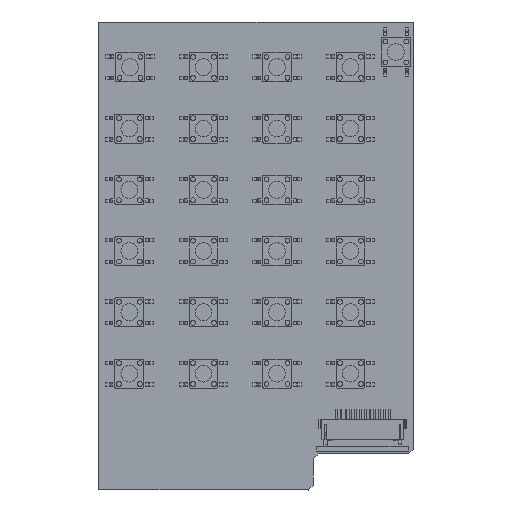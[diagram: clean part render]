
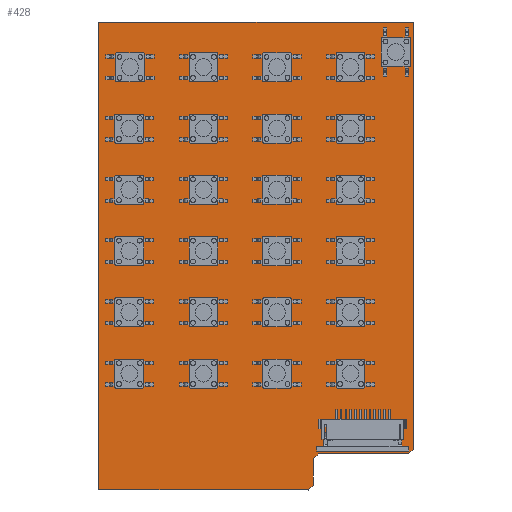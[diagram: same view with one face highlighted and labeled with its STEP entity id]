
A CAD part, top view. The second image highlights one B-rep face of the part: STEP entity #428.
In plain terms, the highlighted planar face has unit normal (0, 0, 1).
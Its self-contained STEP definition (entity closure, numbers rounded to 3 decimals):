
#139 = VERTEX_POINT('',#140);
#140 = CARTESIAN_POINT('',(0.,0.,1.646));
#146 = EDGE_CURVE('',#139,#147,#149,.T.);
#147 = VERTEX_POINT('',#148);
#148 = CARTESIAN_POINT('',(43.5,0.,1.646));
#149 = LINE('',#150,#151);
#150 = CARTESIAN_POINT('',(0.,0.,1.646));
#151 = VECTOR('',#152,1.);
#152 = DIRECTION('',(1.,0.,0.));
#177 = EDGE_CURVE('',#147,#178,#180,.T.);
#178 = VERTEX_POINT('',#179);
#179 = CARTESIAN_POINT('',(44.5,1.,1.646));
#180 = LINE('',#181,#182);
#181 = CARTESIAN_POINT('',(43.5,0.,1.646));
#182 = VECTOR('',#183,1.);
#183 = DIRECTION('',(0.707,0.707,0.));
#208 = EDGE_CURVE('',#178,#209,#211,.T.);
#209 = VERTEX_POINT('',#210);
#210 = CARTESIAN_POINT('',(44.5,6.5,1.646));
#211 = LINE('',#212,#213);
#212 = CARTESIAN_POINT('',(44.5,1.,1.646));
#213 = VECTOR('',#214,1.);
#214 = DIRECTION('',(0.,1.,0.));
#239 = EDGE_CURVE('',#209,#240,#242,.T.);
#240 = VERTEX_POINT('',#241);
#241 = CARTESIAN_POINT('',(45.5,7.5,1.646));
#242 = LINE('',#243,#244);
#243 = CARTESIAN_POINT('',(44.5,6.5,1.646));
#244 = VECTOR('',#245,1.);
#245 = DIRECTION('',(0.707,0.707,0.));
#270 = EDGE_CURVE('',#240,#271,#273,.T.);
#271 = VERTEX_POINT('',#272);
#272 = CARTESIAN_POINT('',(64.2,7.5,1.646));
#273 = LINE('',#274,#275);
#274 = CARTESIAN_POINT('',(45.5,7.5,1.646));
#275 = VECTOR('',#276,1.);
#276 = DIRECTION('',(1.,0.,0.));
#301 = EDGE_CURVE('',#271,#302,#304,.T.);
#302 = VERTEX_POINT('',#303);
#303 = CARTESIAN_POINT('',(65.2,8.5,1.646));
#304 = LINE('',#305,#306);
#305 = CARTESIAN_POINT('',(64.2,7.5,1.646));
#306 = VECTOR('',#307,1.);
#307 = DIRECTION('',(0.707,0.707,0.));
#332 = EDGE_CURVE('',#302,#333,#335,.T.);
#333 = VERTEX_POINT('',#334);
#334 = CARTESIAN_POINT('',(65.2,97.03,1.646));
#335 = LINE('',#336,#337);
#336 = CARTESIAN_POINT('',(65.2,8.5,1.646));
#337 = VECTOR('',#338,1.);
#338 = DIRECTION('',(0.,1.,0.));
#363 = EDGE_CURVE('',#333,#364,#366,.T.);
#364 = VERTEX_POINT('',#365);
#365 = CARTESIAN_POINT('',(0.,97.03,1.646));
#366 = LINE('',#367,#368);
#367 = CARTESIAN_POINT('',(65.2,97.03,1.646));
#368 = VECTOR('',#369,1.);
#369 = DIRECTION('',(-1.,0.,0.));
#394 = EDGE_CURVE('',#364,#139,#395,.T.);
#395 = LINE('',#396,#397);
#396 = CARTESIAN_POINT('',(0.,97.03,1.646));
#397 = VECTOR('',#398,1.);
#398 = DIRECTION('',(0.,-1.,0.));
#428 = ADVANCED_FACE('',(#429),#440,.F.);
#429 = FACE_BOUND('',#430,.T.);
#430 = EDGE_LOOP('',(#431,#432,#433,#434,#435,#436,#437,#438,#439));
#431 = ORIENTED_EDGE('',*,*,#146,.T.);
#432 = ORIENTED_EDGE('',*,*,#177,.T.);
#433 = ORIENTED_EDGE('',*,*,#208,.T.);
#434 = ORIENTED_EDGE('',*,*,#239,.T.);
#435 = ORIENTED_EDGE('',*,*,#270,.T.);
#436 = ORIENTED_EDGE('',*,*,#301,.T.);
#437 = ORIENTED_EDGE('',*,*,#332,.T.);
#438 = ORIENTED_EDGE('',*,*,#363,.T.);
#439 = ORIENTED_EDGE('',*,*,#394,.T.);
#440 = PLANE('',#441);
#441 = AXIS2_PLACEMENT_3D('',#442,#443,#444);
#442 = CARTESIAN_POINT('',(0.,0.,1.646));
#443 = DIRECTION('',(0.,0.,-1.));
#444 = DIRECTION('',(-1.,0.,0.));
